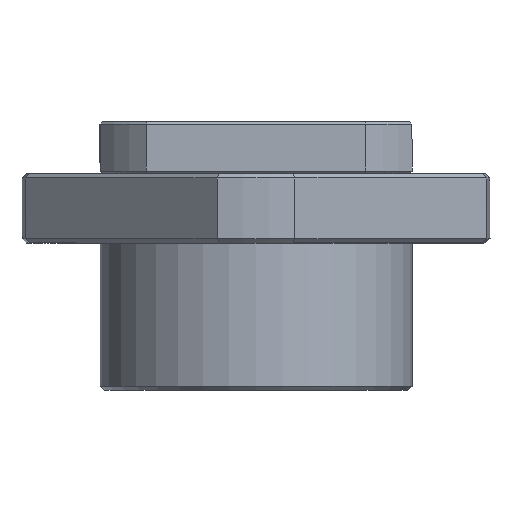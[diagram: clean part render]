
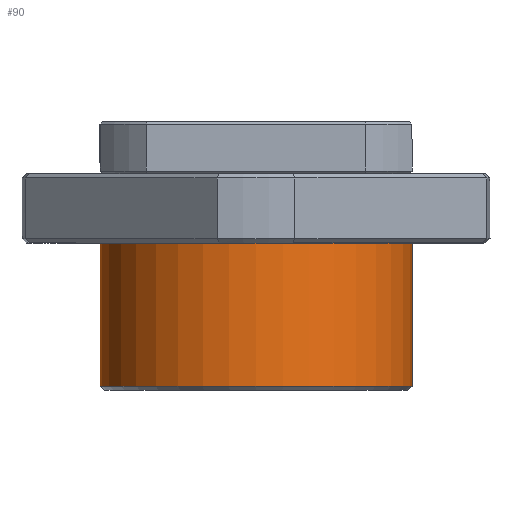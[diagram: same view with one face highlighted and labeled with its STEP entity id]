
A CAD part, front view. The second image highlights one B-rep face of the part: STEP entity #90.
In plain terms, the highlighted cylindrical face has radius 18 mm (diameter 36 mm), a partial arc.
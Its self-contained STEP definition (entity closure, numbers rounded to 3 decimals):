
#90 = ADVANCED_FACE ( 'NONE', ( #13878 ), #17528, .T. ) ;
#443 = CARTESIAN_POINT ( 'NONE',  ( 18., 0., 0.5 ) ) ;
#744 = ORIENTED_EDGE ( 'NONE', *, *, #10819, .F. ) ;
#1600 = CARTESIAN_POINT ( 'NONE',  ( -18., 0., 17. ) ) ;
#1682 = EDGE_CURVE ( 'NONE', #17023, #17066, #11421, .T. ) ;
#2520 = AXIS2_PLACEMENT_3D ( 'NONE', #11516, #11502, #11485 ) ;
#2992 = ORIENTED_EDGE ( 'NONE', *, *, #13323, .T. ) ;
#4351 = DIRECTION ( 'NONE',  ( -1., 0., 0. ) ) ;
#4375 = DIRECTION ( 'NONE',  ( 0., 0., -1. ) ) ;
#4382 = CARTESIAN_POINT ( 'NONE',  ( 0., 0., 17. ) ) ;
#5648 = EDGE_CURVE ( 'NONE', #16957, #17066, #14158, .T. ) ;
#5868 = AXIS2_PLACEMENT_3D ( 'NONE', #10479, #10443, #10428 ) ;
#6104 = VECTOR ( 'NONE', #14546, 1000. ) ;
#9570 = CARTESIAN_POINT ( 'NONE',  ( 18., 0., 17. ) ) ;
#10428 = DIRECTION ( 'NONE',  ( -1., 0., 0. ) ) ;
#10443 = DIRECTION ( 'NONE',  ( 0., 0., -1. ) ) ;
#10479 = CARTESIAN_POINT ( 'NONE',  ( 0., 0., 0.5 ) ) ;
#10626 = CIRCLE ( 'NONE', #15603, 18. ) ;
#10819 = EDGE_CURVE ( 'NONE', #17011, #17023, #14661, .T. ) ;
#11421 = CIRCLE ( 'NONE', #5868, 18. ) ;
#11485 = DIRECTION ( 'NONE',  ( -1., 0., 0. ) ) ;
#11502 = DIRECTION ( 'NONE',  ( 0., 0., -1. ) ) ;
#11516 = CARTESIAN_POINT ( 'NONE',  ( 0., 0., 17. ) ) ;
#11546 = ORIENTED_EDGE ( 'NONE', *, *, #1682, .F. ) ;
#12972 = ORIENTED_EDGE ( 'NONE', *, *, #5648, .T. ) ;
#13323 = EDGE_CURVE ( 'NONE', #17011, #16957, #10626, .T. ) ;
#13341 = CARTESIAN_POINT ( 'NONE',  ( -18., 0., 0.5 ) ) ;
#13878 = FACE_OUTER_BOUND ( 'NONE', #17637, .T. ) ;
#13884 = DIRECTION ( 'NONE',  ( 0., 0., -1. ) ) ;
#13954 = CARTESIAN_POINT ( 'NONE',  ( -18., 0., 17. ) ) ;
#14158 = LINE ( 'NONE', #13954, #14537 ) ;
#14537 = VECTOR ( 'NONE', #13884, 1000. ) ;
#14546 = DIRECTION ( 'NONE',  ( 0., 0., -1. ) ) ;
#14559 = CARTESIAN_POINT ( 'NONE',  ( 18., 0., 17. ) ) ;
#14661 = LINE ( 'NONE', #14559, #6104 ) ;
#15603 = AXIS2_PLACEMENT_3D ( 'NONE', #4382, #4375, #4351 ) ;
#16957 = VERTEX_POINT ( 'NONE', #1600 ) ;
#17011 = VERTEX_POINT ( 'NONE', #9570 ) ;
#17023 = VERTEX_POINT ( 'NONE', #443 ) ;
#17066 = VERTEX_POINT ( 'NONE', #13341 ) ;
#17528 = CYLINDRICAL_SURFACE ( 'NONE', #2520, 18. ) ;
#17637 = EDGE_LOOP ( 'NONE', ( #744, #2992, #12972, #11546 ) ) ;
